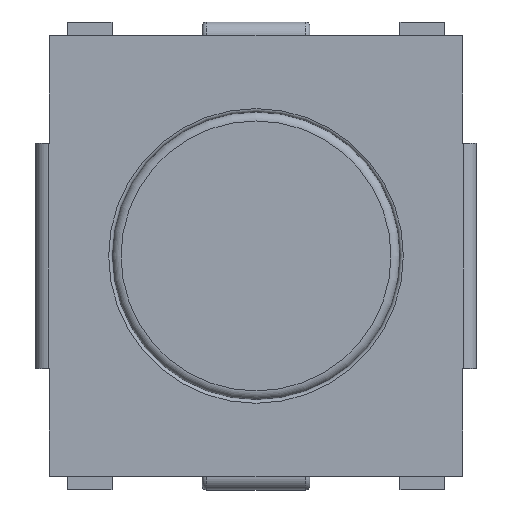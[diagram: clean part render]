
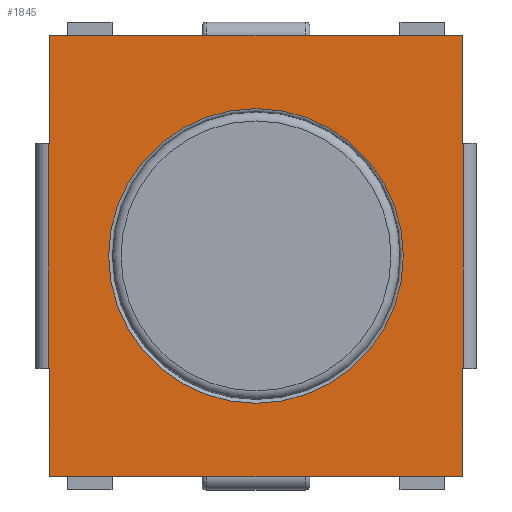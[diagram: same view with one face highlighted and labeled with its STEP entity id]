
A CAD part, top view. The second image highlights one B-rep face of the part: STEP entity #1845.
In plain terms, the highlighted planar face has unit normal (0, 0, 1).
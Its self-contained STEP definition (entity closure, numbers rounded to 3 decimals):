
#632 = VERTEX_POINT('',#633);
#633 = CARTESIAN_POINT('',(-2.3,-1.25,0.8));
#639 = EDGE_CURVE('',#632,#640,#642,.T.);
#640 = VERTEX_POINT('',#641);
#641 = CARTESIAN_POINT('',(-2.3,-2.45,0.8));
#642 = LINE('',#643,#644);
#643 = CARTESIAN_POINT('',(-2.3,2.45,0.8));
#644 = VECTOR('',#645,1.);
#645 = DIRECTION('',(0.,-1.,0.));
#679 = EDGE_CURVE('',#632,#680,#682,.T.);
#680 = VERTEX_POINT('',#681);
#681 = CARTESIAN_POINT('',(-2.302,-1.25,0.8));
#682 = LINE('',#683,#684);
#683 = CARTESIAN_POINT('',(-2.3,-1.25,0.8));
#684 = VECTOR('',#685,1.);
#685 = DIRECTION('',(-1.,0.,0.));
#837 = VERTEX_POINT('',#838);
#838 = CARTESIAN_POINT('',(-2.3,1.25,0.8));
#844 = EDGE_CURVE('',#837,#845,#847,.T.);
#845 = VERTEX_POINT('',#846);
#846 = CARTESIAN_POINT('',(-2.302,1.25,0.8));
#847 = LINE('',#848,#849);
#848 = CARTESIAN_POINT('',(-2.3,1.25,0.8));
#849 = VECTOR('',#850,1.);
#850 = DIRECTION('',(-1.,0.,0.));
#869 = VERTEX_POINT('',#870);
#870 = CARTESIAN_POINT('',(-2.3,2.45,0.8));
#876 = EDGE_CURVE('',#869,#837,#877,.T.);
#877 = LINE('',#878,#879);
#878 = CARTESIAN_POINT('',(-2.3,2.45,0.8));
#879 = VECTOR('',#880,1.);
#880 = DIRECTION('',(0.,-1.,0.));
#1687 = VERTEX_POINT('',#1688);
#1688 = CARTESIAN_POINT('',(0.55,-2.45,0.8));
#1695 = EDGE_CURVE('',#1687,#1696,#1698,.T.);
#1696 = VERTEX_POINT('',#1697);
#1697 = CARTESIAN_POINT('',(2.3,-2.45,0.8));
#1698 = LINE('',#1699,#1700);
#1699 = CARTESIAN_POINT('',(-2.3,-2.45,0.8));
#1700 = VECTOR('',#1701,1.);
#1701 = DIRECTION('',(1.,0.,0.));
#1825 = EDGE_CURVE('',#640,#1826,#1828,.T.);
#1826 = VERTEX_POINT('',#1827);
#1827 = CARTESIAN_POINT('',(-0.55,-2.45,0.8));
#1828 = LINE('',#1829,#1830);
#1829 = CARTESIAN_POINT('',(-2.3,-2.45,0.8));
#1830 = VECTOR('',#1831,1.);
#1831 = DIRECTION('',(1.,0.,0.));
#1845 = ADVANCED_FACE('',(#1846,#1960),#1971,.T.);
#1846 = FACE_BOUND('',#1847,.T.);
#1847 = EDGE_LOOP('',(#1848,#1849,#1857,#1865,#1871,#1872,#1880,#1888,
#1896,#1904,#1912,#1920,#1928,#1936,#1944,#1950,#1951,#1952,#1958,
#1959));
#1848 = ORIENTED_EDGE('',*,*,#1825,.T.);
#1849 = ORIENTED_EDGE('',*,*,#1850,.F.);
#1850 = EDGE_CURVE('',#1851,#1826,#1853,.T.);
#1851 = VERTEX_POINT('',#1852);
#1852 = CARTESIAN_POINT('',(-0.55,-2.452,0.8));
#1853 = LINE('',#1854,#1855);
#1854 = CARTESIAN_POINT('',(-0.55,-2.452,0.8));
#1855 = VECTOR('',#1856,1.);
#1856 = DIRECTION('',(0.,1.,0.));
#1857 = ORIENTED_EDGE('',*,*,#1858,.T.);
#1858 = EDGE_CURVE('',#1851,#1859,#1861,.T.);
#1859 = VERTEX_POINT('',#1860);
#1860 = CARTESIAN_POINT('',(0.55,-2.452,0.8));
#1861 = LINE('',#1862,#1863);
#1862 = CARTESIAN_POINT('',(-0.6,-2.452,0.8));
#1863 = VECTOR('',#1864,1.);
#1864 = DIRECTION('',(1.,0.,0.));
#1865 = ORIENTED_EDGE('',*,*,#1866,.T.);
#1866 = EDGE_CURVE('',#1859,#1687,#1867,.T.);
#1867 = LINE('',#1868,#1869);
#1868 = CARTESIAN_POINT('',(0.55,-2.452,0.8));
#1869 = VECTOR('',#1870,1.);
#1870 = DIRECTION('',(0.,1.,0.));
#1871 = ORIENTED_EDGE('',*,*,#1695,.T.);
#1872 = ORIENTED_EDGE('',*,*,#1873,.T.);
#1873 = EDGE_CURVE('',#1696,#1874,#1876,.T.);
#1874 = VERTEX_POINT('',#1875);
#1875 = CARTESIAN_POINT('',(2.3,-1.25,0.8));
#1876 = LINE('',#1877,#1878);
#1877 = CARTESIAN_POINT('',(2.3,-2.45,0.8));
#1878 = VECTOR('',#1879,1.);
#1879 = DIRECTION('',(0.,1.,0.));
#1880 = ORIENTED_EDGE('',*,*,#1881,.T.);
#1881 = EDGE_CURVE('',#1874,#1882,#1884,.T.);
#1882 = VERTEX_POINT('',#1883);
#1883 = CARTESIAN_POINT('',(2.302,-1.25,0.8));
#1884 = LINE('',#1885,#1886);
#1885 = CARTESIAN_POINT('',(2.3,-1.25,0.8));
#1886 = VECTOR('',#1887,1.);
#1887 = DIRECTION('',(1.,0.,0.));
#1888 = ORIENTED_EDGE('',*,*,#1889,.T.);
#1889 = EDGE_CURVE('',#1882,#1890,#1892,.T.);
#1890 = VERTEX_POINT('',#1891);
#1891 = CARTESIAN_POINT('',(2.302,1.25,0.8));
#1892 = LINE('',#1893,#1894);
#1893 = CARTESIAN_POINT('',(2.302,-1.25,0.8));
#1894 = VECTOR('',#1895,1.);
#1895 = DIRECTION('',(0.,1.,0.));
#1896 = ORIENTED_EDGE('',*,*,#1897,.F.);
#1897 = EDGE_CURVE('',#1898,#1890,#1900,.T.);
#1898 = VERTEX_POINT('',#1899);
#1899 = CARTESIAN_POINT('',(2.3,1.25,0.8));
#1900 = LINE('',#1901,#1902);
#1901 = CARTESIAN_POINT('',(2.3,1.25,0.8));
#1902 = VECTOR('',#1903,1.);
#1903 = DIRECTION('',(1.,0.,0.));
#1904 = ORIENTED_EDGE('',*,*,#1905,.T.);
#1905 = EDGE_CURVE('',#1898,#1906,#1908,.T.);
#1906 = VERTEX_POINT('',#1907);
#1907 = CARTESIAN_POINT('',(2.3,2.45,0.8));
#1908 = LINE('',#1909,#1910);
#1909 = CARTESIAN_POINT('',(2.3,-2.45,0.8));
#1910 = VECTOR('',#1911,1.);
#1911 = DIRECTION('',(0.,1.,0.));
#1912 = ORIENTED_EDGE('',*,*,#1913,.T.);
#1913 = EDGE_CURVE('',#1906,#1914,#1916,.T.);
#1914 = VERTEX_POINT('',#1915);
#1915 = CARTESIAN_POINT('',(0.55,2.45,0.8));
#1916 = LINE('',#1917,#1918);
#1917 = CARTESIAN_POINT('',(2.3,2.45,0.8));
#1918 = VECTOR('',#1919,1.);
#1919 = DIRECTION('',(-1.,0.,0.));
#1920 = ORIENTED_EDGE('',*,*,#1921,.F.);
#1921 = EDGE_CURVE('',#1922,#1914,#1924,.T.);
#1922 = VERTEX_POINT('',#1923);
#1923 = CARTESIAN_POINT('',(0.55,2.452,0.8));
#1924 = LINE('',#1925,#1926);
#1925 = CARTESIAN_POINT('',(0.55,2.452,0.8));
#1926 = VECTOR('',#1927,1.);
#1927 = DIRECTION('',(0.,-1.,0.));
#1928 = ORIENTED_EDGE('',*,*,#1929,.F.);
#1929 = EDGE_CURVE('',#1930,#1922,#1932,.T.);
#1930 = VERTEX_POINT('',#1931);
#1931 = CARTESIAN_POINT('',(-0.55,2.452,0.8));
#1932 = LINE('',#1933,#1934);
#1933 = CARTESIAN_POINT('',(-0.6,2.452,0.8));
#1934 = VECTOR('',#1935,1.);
#1935 = DIRECTION('',(1.,0.,0.));
#1936 = ORIENTED_EDGE('',*,*,#1937,.T.);
#1937 = EDGE_CURVE('',#1930,#1938,#1940,.T.);
#1938 = VERTEX_POINT('',#1939);
#1939 = CARTESIAN_POINT('',(-0.55,2.45,0.8));
#1940 = LINE('',#1941,#1942);
#1941 = CARTESIAN_POINT('',(-0.55,2.452,0.8));
#1942 = VECTOR('',#1943,1.);
#1943 = DIRECTION('',(0.,-1.,0.));
#1944 = ORIENTED_EDGE('',*,*,#1945,.T.);
#1945 = EDGE_CURVE('',#1938,#869,#1946,.T.);
#1946 = LINE('',#1947,#1948);
#1947 = CARTESIAN_POINT('',(2.3,2.45,0.8));
#1948 = VECTOR('',#1949,1.);
#1949 = DIRECTION('',(-1.,0.,0.));
#1950 = ORIENTED_EDGE('',*,*,#876,.T.);
#1951 = ORIENTED_EDGE('',*,*,#844,.T.);
#1952 = ORIENTED_EDGE('',*,*,#1953,.F.);
#1953 = EDGE_CURVE('',#680,#845,#1954,.T.);
#1954 = LINE('',#1955,#1956);
#1955 = CARTESIAN_POINT('',(-2.302,-1.25,0.8));
#1956 = VECTOR('',#1957,1.);
#1957 = DIRECTION('',(0.,1.,0.));
#1958 = ORIENTED_EDGE('',*,*,#679,.F.);
#1959 = ORIENTED_EDGE('',*,*,#639,.T.);
#1960 = FACE_BOUND('',#1961,.T.);
#1961 = EDGE_LOOP('',(#1962));
#1962 = ORIENTED_EDGE('',*,*,#1963,.T.);
#1963 = EDGE_CURVE('',#1964,#1964,#1966,.T.);
#1964 = VERTEX_POINT('',#1965);
#1965 = CARTESIAN_POINT('',(1.638,0.,0.8));
#1966 = CIRCLE('',#1967,1.638);
#1967 = AXIS2_PLACEMENT_3D('',#1968,#1969,#1970);
#1968 = CARTESIAN_POINT('',(0.,0.,0.8));
#1969 = DIRECTION('',(0.,0.,-1.));
#1970 = DIRECTION('',(1.,0.,0.));
#1971 = PLANE('',#1972);
#1972 = AXIS2_PLACEMENT_3D('',#1973,#1974,#1975);
#1973 = CARTESIAN_POINT('',(0.,0.,0.8)
);
#1974 = DIRECTION('',(0.,0.,1.));
#1975 = DIRECTION('',(1.,0.,0.));
